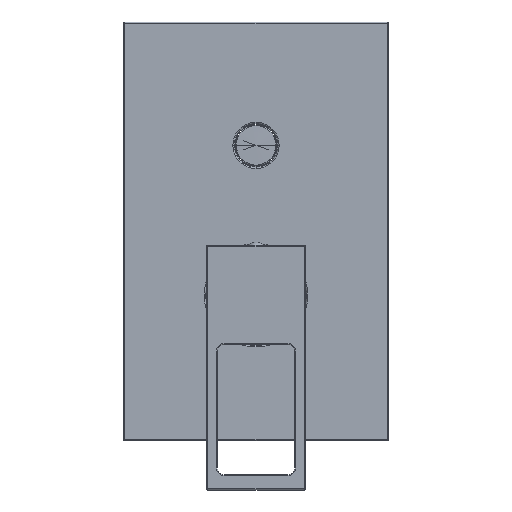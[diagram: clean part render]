
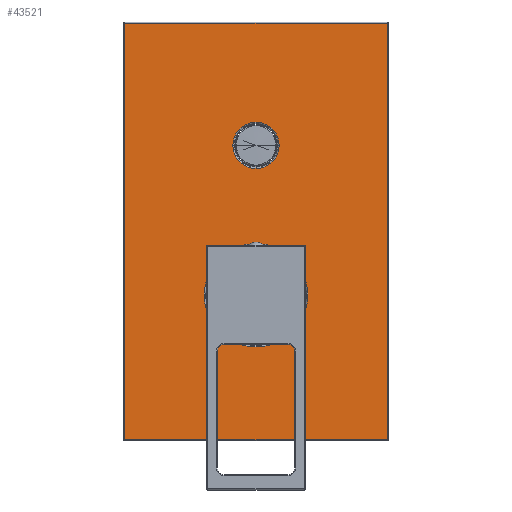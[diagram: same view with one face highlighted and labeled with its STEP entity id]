
A CAD part, top view. The second image highlights one B-rep face of the part: STEP entity #43521.
In plain terms, the highlighted planar face has unit normal (0, 0, 1).
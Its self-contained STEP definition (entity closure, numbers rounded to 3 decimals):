
#42307=DIRECTION('',(-1.,0.,0.));
#42308=VECTOR('',#42307,119.);
#42309=CARTESIAN_POINT('',(59.5,123.5,52.7));
#42310=LINE('',#42309,#42308);
#42311=DIRECTION('',(0.,1.,0.));
#42312=VECTOR('',#42311,189.);
#42313=CARTESIAN_POINT('',(59.5,-65.5,52.7));
#42314=LINE('',#42313,#42312);
#42315=DIRECTION('',(1.,0.,0.));
#42316=VECTOR('',#42315,119.);
#42317=CARTESIAN_POINT('',(-59.5,-65.5,52.7));
#42318=LINE('',#42317,#42316);
#42319=DIRECTION('',(0.,-1.,0.));
#42320=VECTOR('',#42319,189.);
#42321=CARTESIAN_POINT('',(-59.5,123.5,52.7));
#42322=LINE('',#42321,#42320);
#42323=CARTESIAN_POINT('',(0.,0.,52.7));
#42324=DIRECTION('',(0.,0.,-1.));
#42325=DIRECTION('',(1.,0.,0.));
#42326=AXIS2_PLACEMENT_3D('',#42323,#42324,#42325);
#42328=CARTESIAN_POINT('',(0.,0.,52.7));
#42329=DIRECTION('',(0.,0.,-1.));
#42330=DIRECTION('',(-1.,0.,0.));
#42331=AXIS2_PLACEMENT_3D('',#42328,#42329,#42330);
#42333=CARTESIAN_POINT('',(0.,68.,52.7));
#42334=DIRECTION('',(0.,0.,-1.));
#42335=DIRECTION('',(-1.,0.,0.));
#42336=AXIS2_PLACEMENT_3D('',#42333,#42334,#42335);
#42338=CARTESIAN_POINT('',(0.,68.,52.7));
#42339=DIRECTION('',(0.,0.,-1.));
#42340=DIRECTION('',(1.,0.,0.));
#42341=AXIS2_PLACEMENT_3D('',#42338,#42339,#42340);
#43138=CARTESIAN_POINT('',(59.5,123.5,52.7));
#43139=CARTESIAN_POINT('',(-59.5,123.5,52.7));
#43140=VERTEX_POINT('',#43138);
#43141=VERTEX_POINT('',#43139);
#43146=CARTESIAN_POINT('',(-59.5,-65.5,52.7));
#43147=VERTEX_POINT('',#43146);
#43152=CARTESIAN_POINT('',(59.5,-65.5,52.7));
#43153=VERTEX_POINT('',#43152);
#43158=CARTESIAN_POINT('',(23.5,0.,52.7));
#43159=CARTESIAN_POINT('',(-23.5,0.,52.7));
#43160=VERTEX_POINT('',#43158);
#43161=VERTEX_POINT('',#43159);
#43166=CARTESIAN_POINT('',(-10.5,68.,52.7));
#43167=CARTESIAN_POINT('',(10.5,68.,52.7));
#43168=VERTEX_POINT('',#43166);
#43169=VERTEX_POINT('',#43167);
#43495=CARTESIAN_POINT('',(0.,29.,52.7));
#43496=DIRECTION('',(0.,0.,1.));
#43497=DIRECTION('',(1.,0.,0.));
#43498=AXIS2_PLACEMENT_3D('',#43495,#43496,#43497);
#43499=PLANE('',#43498);
#43501=ORIENTED_EDGE('',*,*,#43500,.F.);
#43503=ORIENTED_EDGE('',*,*,#43502,.F.);
#43505=ORIENTED_EDGE('',*,*,#43504,.F.);
#43507=ORIENTED_EDGE('',*,*,#43506,.F.);
#43508=EDGE_LOOP('',(#43501,#43503,#43505,#43507));
#43509=FACE_OUTER_BOUND('',#43508,.F.);
#43511=ORIENTED_EDGE('',*,*,#43510,.F.);
#43513=ORIENTED_EDGE('',*,*,#43512,.F.);
#43514=EDGE_LOOP('',(#43511,#43513));
#43515=FACE_BOUND('',#43514,.F.);
#43517=ORIENTED_EDGE('',*,*,#43516,.F.);
#43518=ORIENTED_EDGE('',*,*,#43478,.F.);
#43519=EDGE_LOOP('',(#43517,#43518));
#43520=FACE_BOUND('',#43519,.F.);
#43521=ADVANCED_FACE('',(#43509,#43515,#43520),#43499,.T.);
#42327=CIRCLE('',#42326,23.5);
#42332=CIRCLE('',#42331,23.5);
#42337=CIRCLE('',#42336,10.5);
#42342=CIRCLE('',#42341,10.5);
#43478=EDGE_CURVE('',#43169,#43168,#42342,.T.);
#43500=EDGE_CURVE('',#43140,#43141,#42310,.T.);
#43502=EDGE_CURVE('',#43153,#43140,#42314,.T.);
#43504=EDGE_CURVE('',#43147,#43153,#42318,.T.);
#43506=EDGE_CURVE('',#43141,#43147,#42322,.T.);
#43510=EDGE_CURVE('',#43160,#43161,#42327,.T.);
#43512=EDGE_CURVE('',#43161,#43160,#42332,.T.);
#43516=EDGE_CURVE('',#43168,#43169,#42337,.T.);
